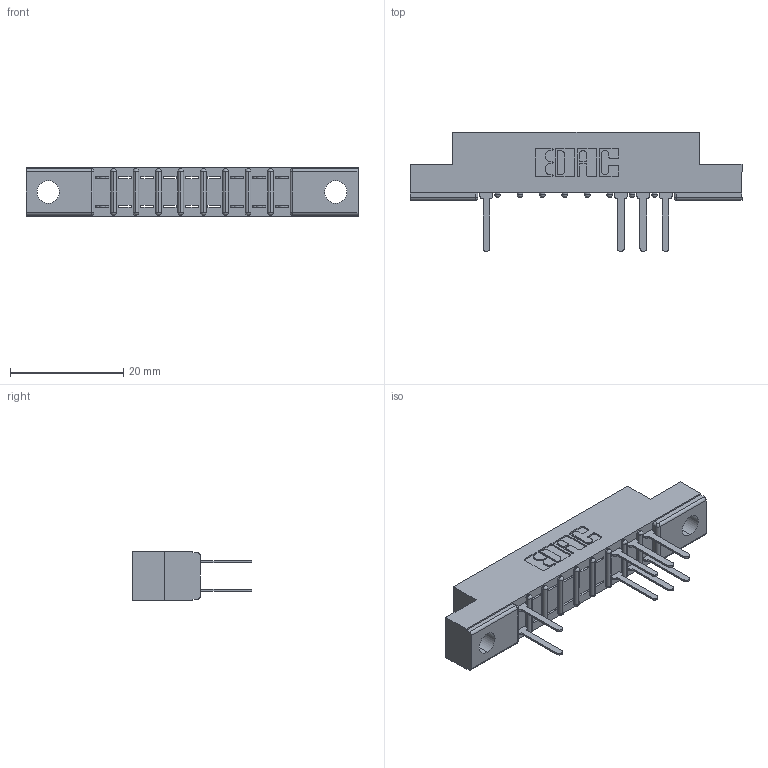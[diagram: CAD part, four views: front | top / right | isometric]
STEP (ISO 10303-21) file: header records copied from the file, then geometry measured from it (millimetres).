
FILE_DESCRIPTION (( 'STEP AP203' ), '1' );
FILE_NAME ('357-018-522-204.STEP', '2018-08-08T05:25:34', ( '' ), ( '' ), 'SwSTEP 2.0', 'SolidWorks 2016', '' );
FILE_SCHEMA (( 'CONFIG_CONTROL_DESIGN' ));
Length unit declared in the file: inch
Products named in the file (3): 307 Part_.156 Dia Mounting Holes; 307-290-001_522; 357-018-522-204
Assembly tree (9 placements, depth 2):
  357-018-522-204
    307 Part_.156 Dia Mounting Holes
    307-290-001_522  x8
Bounding box: 58.67 x 21.11 x 8.71 mm (x, y, z)
Volume: 3621.2 mm3; surface area: 4932 mm2
Topology: 9 solids, 9 shells, 610 faces, 1719 edges, 1106 vertices
Faces by surface type: plane 392, cylinder 198, sphere 20
Entity records: 12138 total; most frequent: CARTESIAN_POINT 2041, ORIENTED_EDGE 2026, DIRECTION 1995, EDGE_CURVE 1013, LINE 771, VECTOR 771, VERTEX_POINT 658, AXIS2_PLACEMENT_3D 612
